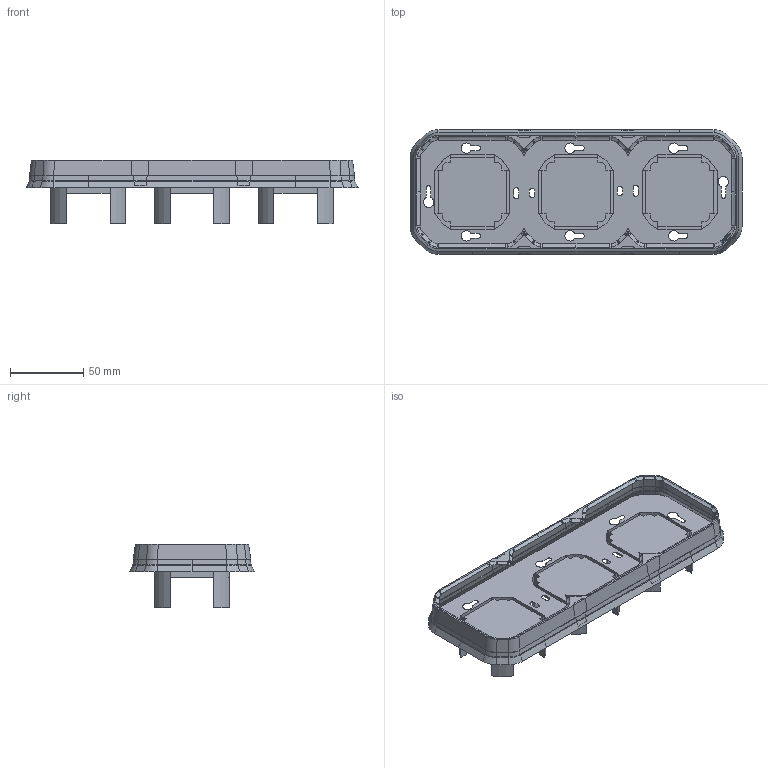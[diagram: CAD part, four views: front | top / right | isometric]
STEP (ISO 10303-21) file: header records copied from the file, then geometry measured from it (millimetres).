
FILE_DESCRIPTION(('CATIA V5 STEP Exchange','CAx-IF Rec.Pracs.--- Model Styling and Organization---1.5--- 2016-08-15','CAx-IF Rec.Pracs.---Supplemental Geometry---1.0---2011-11-01','CAx-IF Rec.Pracs.--- Composite Materials ---1.1---2010-07-15'),'2;1');
FILE_NAME('Surface Encastre 3P.stp','2021-11-09T08:07:42+00:00',('none'),('none'),'CATIA Version 5-6 Release 2020 SP3','CATIA V5 STEP AP214 v2','none');
FILE_SCHEMA(('AUTOMOTIVE_DESIGN { 1 0 10303 214 1 1 1 1 }'));
Length unit declared in the file: millimetre
Products named in the file (1): Surface Encastre 3P
Bounding box: 227.21 x 85.21 x 43.5 mm (x, y, z)
Surface area: 45447.6 mm2 (no closed solid volume)
Topology: 0 solids, 2 shells, 360 faces, 1195 edges, 815 vertices
Faces by surface type: plane 171, bspline 163, cylinder 20, extrusion 6
Entity records: 18557 total; most frequent: CARTESIAN_POINT 10097, ORIENTED_EDGE 2076, EDGE_CURVE 1171, DIRECTION 910, VERTEX_POINT 839, VECTOR 558, B_SPLINE_CURVE_WITH_KNOTS 557, LINE 552
